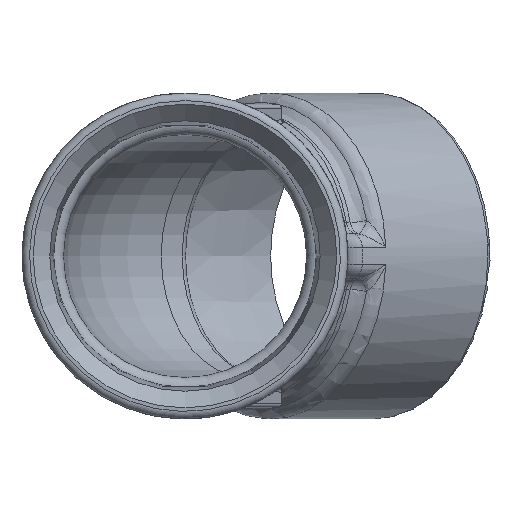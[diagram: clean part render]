
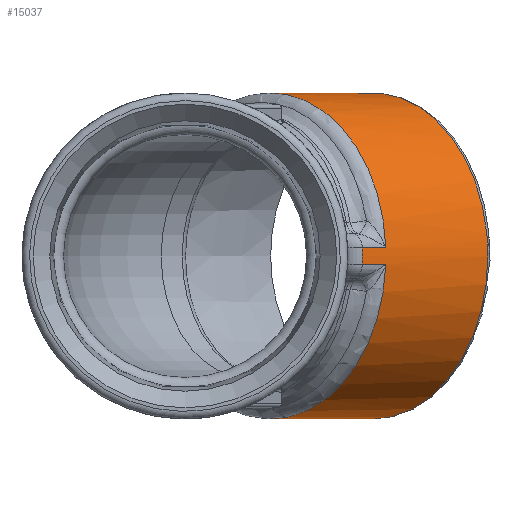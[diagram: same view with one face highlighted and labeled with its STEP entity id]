
A CAD part, left-side view. The second image highlights one B-rep face of the part: STEP entity #15037.
In plain terms, the highlighted cylindrical face has radius 34.131 mm (diameter 68.263 mm), a full revolution.
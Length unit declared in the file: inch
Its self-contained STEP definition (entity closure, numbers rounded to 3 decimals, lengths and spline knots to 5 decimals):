
#156=CIRCLE('',#15764,1.34375);
#157=CIRCLE('',#15765,1.34375);
#161=CIRCLE('',#15769,1.34375);
#162=CIRCLE('',#15771,1.34375);
#163=CIRCLE('',#15772,1.34375);
#164=CIRCLE('',#15773,1.34375);
#244=CYLINDRICAL_SURFACE('',#15770,1.34375);
#1788=FACE_OUTER_BOUND('',#2676,.T.);
#2676=EDGE_LOOP('',(#13573,#13574,#13575,#13576,#13577,#13578,#13579,#13580,
#13581,#13582));
#4253=LINE('',#26555,#5807);
#4254=LINE('',#26558,#5808);
#4255=LINE('',#26561,#5809);
#5807=VECTOR('',#18741,0.3937);
#5808=VECTOR('',#18744,1.34375);
#5809=VECTOR('',#18747,0.3937);
#7202=VERTEX_POINT('',#26539);
#7203=VERTEX_POINT('',#26540);
#7204=VERTEX_POINT('',#26542);
#7207=VERTEX_POINT('',#26551);
#7208=VERTEX_POINT('',#26552);
#7209=VERTEX_POINT('',#26554);
#7210=VERTEX_POINT('',#26556);
#7211=VERTEX_POINT('',#26559);
#9332=EDGE_CURVE('',#7202,#7203,#156,.T.);
#9333=EDGE_CURVE('',#7203,#7204,#157,.T.);
#9337=EDGE_CURVE('',#7204,#7202,#161,.T.);
#9338=EDGE_CURVE('',#7207,#7208,#162,.T.);
#9339=EDGE_CURVE('',#7209,#7207,#4253,.T.);
#9340=EDGE_CURVE('',#7210,#7209,#163,.T.);
#9341=EDGE_CURVE('',#7210,#7203,#4254,.T.);
#9342=EDGE_CURVE('',#7211,#7210,#164,.T.);
#9343=EDGE_CURVE('',#7208,#7211,#4255,.T.);
#13573=ORIENTED_EDGE('',*,*,#9338,.F.);
#13574=ORIENTED_EDGE('',*,*,#9339,.F.);
#13575=ORIENTED_EDGE('',*,*,#9340,.F.);
#13576=ORIENTED_EDGE('',*,*,#9341,.T.);
#13577=ORIENTED_EDGE('',*,*,#9332,.F.);
#13578=ORIENTED_EDGE('',*,*,#9337,.F.);
#13579=ORIENTED_EDGE('',*,*,#9333,.F.);
#13580=ORIENTED_EDGE('',*,*,#9341,.F.);
#13581=ORIENTED_EDGE('',*,*,#9342,.F.);
#13582=ORIENTED_EDGE('',*,*,#9343,.F.);
#15037=ADVANCED_FACE('',(#1788),#244,.T.);
#15764=AXIS2_PLACEMENT_3D('',#26541,#18725,#18726);
#15765=AXIS2_PLACEMENT_3D('',#26543,#18727,#18728);
#15769=AXIS2_PLACEMENT_3D('',#26549,#18735,#18736);
#15770=AXIS2_PLACEMENT_3D('',#26550,#18737,#18738);
#15771=AXIS2_PLACEMENT_3D('',#26553,#18739,#18740);
#15772=AXIS2_PLACEMENT_3D('',#26557,#18742,#18743);
#15773=AXIS2_PLACEMENT_3D('',#26560,#18745,#18746);
#18725=DIRECTION('center_axis',(0.707,-0.707,0.));
#18726=DIRECTION('ref_axis',(0.7,0.7,-0.14));
#18727=DIRECTION('center_axis',(0.707,-0.707,0.));
#18728=DIRECTION('ref_axis',(0.7,0.7,-0.14));
#18735=DIRECTION('center_axis',(0.707,-0.707,0.));
#18736=DIRECTION('ref_axis',(0.7,0.7,-0.14));
#18737=DIRECTION('center_axis',(-0.707,0.707,0.));
#18738=DIRECTION('ref_axis',(0.707,0.707,0.));
#18739=DIRECTION('center_axis',(-0.707,0.707,0.));
#18740=DIRECTION('ref_axis',(0.707,0.707,0.));
#18741=DIRECTION('',(0.707,-0.707,0.));
#18742=DIRECTION('center_axis',(-0.707,0.707,0.));
#18743=DIRECTION('ref_axis',(0.,0.,1.));
#18744=DIRECTION('',(0.707,-0.707,0.));
#18745=DIRECTION('center_axis',(-0.707,0.707,0.));
#18746=DIRECTION('ref_axis',(0.,0.,1.));
#18747=DIRECTION('',(-0.707,0.707,0.));
#26539=CARTESIAN_POINT('',(0.6057,-0.68072,0.1875));
#26540=CARTESIAN_POINT('',(0.59641,-0.69001,0.));
#26541=CARTESIAN_POINT('Origin',(1.54658,0.26016,0.));
#26542=CARTESIAN_POINT('',(1.54658,0.26016,-1.34375));
#26543=CARTESIAN_POINT('Origin',(1.54658,0.26016,0.));
#26549=CARTESIAN_POINT('Origin',(1.54658,0.26016,0.));
#26550=CARTESIAN_POINT('Origin',(1.59077,0.21597,0.));
#26551=CARTESIAN_POINT('',(-0.24203,0.15093,0.06891));
#26552=CARTESIAN_POINT('',(-0.24203,0.15093,-0.06891));
#26553=CARTESIAN_POINT('Origin',(0.70689,1.09985,0.));
#26554=CARTESIAN_POINT('',(-0.43649,0.34538,0.06891));
#26555=CARTESIAN_POINT('',(0.64185,-0.73296,0.06891));
#26556=CARTESIAN_POINT('',(-0.43774,0.34413,0.));
#26557=CARTESIAN_POINT('Origin',(0.51244,1.29431,0.));
#26558=CARTESIAN_POINT('',(0.6406,-0.73421,0.));
#26559=CARTESIAN_POINT('',(-0.43649,0.34538,-0.06891));
#26560=CARTESIAN_POINT('Origin',(0.51244,1.29431,0.));
#26561=CARTESIAN_POINT('',(0.64185,-0.73296,-0.06891));
